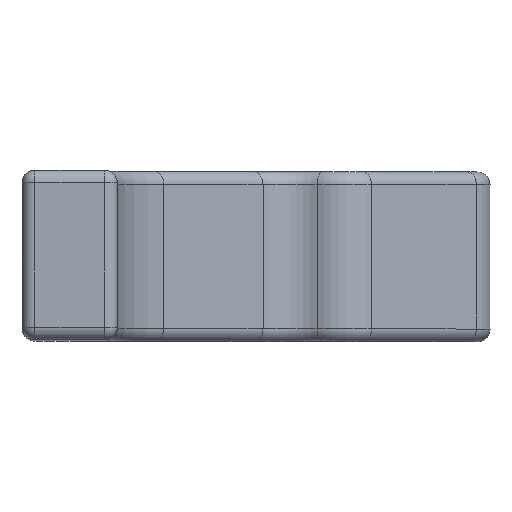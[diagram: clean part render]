
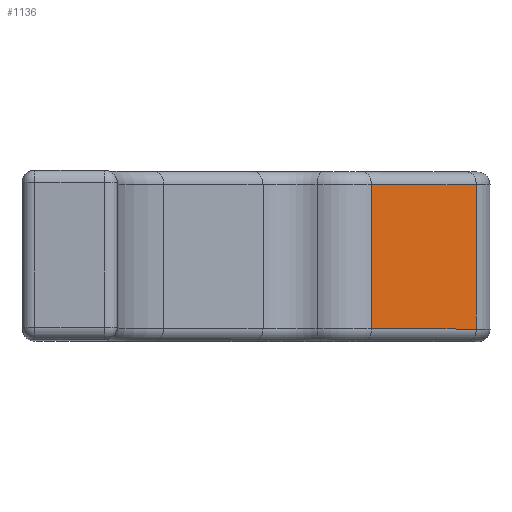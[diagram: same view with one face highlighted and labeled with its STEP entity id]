
A CAD part, top view. The second image highlights one B-rep face of the part: STEP entity #1136.
In plain terms, the highlighted planar face has unit normal (0.707, 0, 0.707).
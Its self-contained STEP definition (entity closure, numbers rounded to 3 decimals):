
#25=PLANE('',#1279);
#78=LINE('',#1770,#178);
#90=LINE('',#1836,#190);
#102=LINE('',#1879,#202);
#103=LINE('',#1881,#203);
#178=VECTOR('',#1412,10.);
#190=VECTOR('',#1492,10.);
#202=VECTOR('',#1546,3.);
#203=VECTOR('',#1549,10.);
#327=FACE_OUTER_BOUND('',#398,.T.);
#398=EDGE_LOOP('',(#908,#909,#910,#911));
#529=VERTEX_POINT('',#1762);
#531=VERTEX_POINT('',#1768);
#549=VERTEX_POINT('',#1828);
#551=VERTEX_POINT('',#1834);
#641=EDGE_CURVE('',#531,#529,#78,.T.);
#675=EDGE_CURVE('',#551,#549,#90,.T.);
#698=EDGE_CURVE('',#549,#531,#102,.T.);
#699=EDGE_CURVE('',#529,#551,#103,.T.);
#908=ORIENTED_EDGE('',*,*,#675,.F.);
#909=ORIENTED_EDGE('',*,*,#699,.F.);
#910=ORIENTED_EDGE('',*,*,#641,.F.);
#911=ORIENTED_EDGE('',*,*,#698,.F.);
#1136=ADVANCED_FACE('',(#327),#25,.T.);
#1279=AXIS2_PLACEMENT_3D('',#1880,#1547,#1548);
#1412=DIRECTION('',(0.707,0.,-0.707));
#1492=DIRECTION('',(-0.707,0.,0.707));
#1546=DIRECTION('',(0.,1.,0.));
#1547=DIRECTION('center_axis',(0.707,0.,0.707));
#1548=DIRECTION('ref_axis',(-0.707,0.,0.707));
#1549=DIRECTION('',(0.,-1.,0.));
#1762=CARTESIAN_POINT('',(-239.373,-5.45,161.944));
#1768=CARTESIAN_POINT('',(-245.979,-5.45,168.55));
#1770=CARTESIAN_POINT('',(-260.983,-5.45,183.554));
#1828=CARTESIAN_POINT('',(-245.979,-14.55,168.55));
#1834=CARTESIAN_POINT('',(-239.373,-14.55,161.944));
#1836=CARTESIAN_POINT('',(-247.858,-14.55,170.429));
#1879=CARTESIAN_POINT('',(-245.979,-4.65,168.55));
#1880=CARTESIAN_POINT('Origin',(-237.251,-4.65,159.822));
#1881=CARTESIAN_POINT('',(-239.373,-4.65,161.944));
